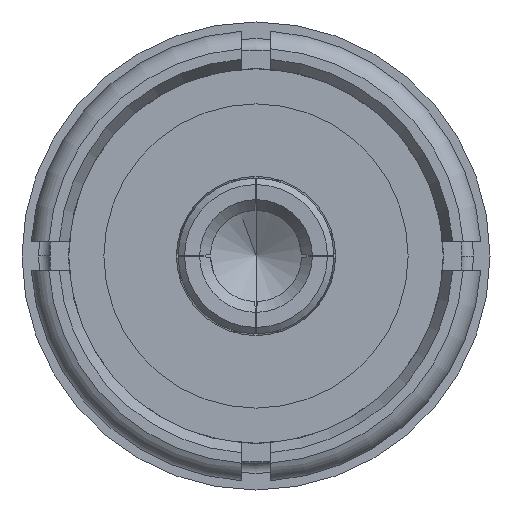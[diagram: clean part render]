
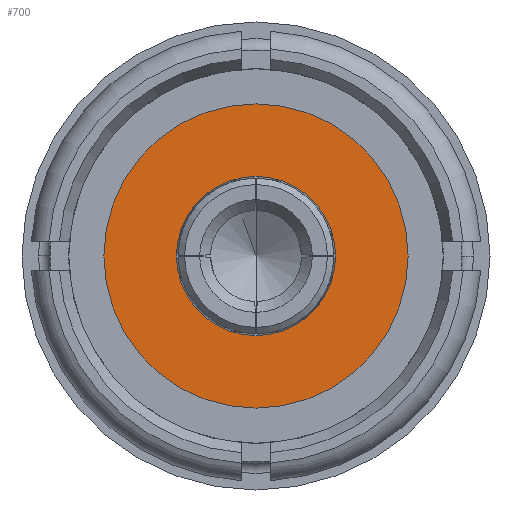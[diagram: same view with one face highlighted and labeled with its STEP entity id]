
A CAD part, left-side view. The second image highlights one B-rep face of the part: STEP entity #700.
In plain terms, the highlighted planar face has unit normal (-1, 0, 0).
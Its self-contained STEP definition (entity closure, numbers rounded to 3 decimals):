
#76 = AXIS2_PLACEMENT_3D ( 'NONE', #1579, #1580, #1581 ) ;
#335 = CIRCLE ( 'NONE', #349, 1.3 ) ;
#349 = AXIS2_PLACEMENT_3D ( 'NONE', #2600, #2601, #2602 ) ;
#395 = CIRCLE ( 'NONE', #405, 0.68 ) ;
#405 = AXIS2_PLACEMENT_3D ( 'NONE', #2729, #2730, #2731 ) ;
#700 = ADVANCED_FACE ( 'NONE', ( #1089, #1090 ), #1578, .T. ) ;
#848 = VERTEX_POINT ( 'NONE', #1893 ) ;
#865 = VERTEX_POINT ( 'NONE', #1910 ) ;
#1089 = FACE_OUTER_BOUND ( 'NONE', #6028, .T. ) ;
#1090 = FACE_BOUND ( 'NONE', #6032, .T. ) ;
#1578 = PLANE ( 'NONE',  #76 ) ;
#1579 = CARTESIAN_POINT ( 'NONE',  ( 0.08, -0.68, 0. ) ) ;
#1580 = DIRECTION ( 'NONE',  ( -1., 0., 0. ) ) ;
#1581 = DIRECTION ( 'NONE',  ( 0., 0., -1. ) ) ;
#1893 = CARTESIAN_POINT ( 'NONE',  ( 0.08, 0., -1.3 ) ) ;
#1910 = CARTESIAN_POINT ( 'NONE',  ( 0.08, 0., 0.68 ) ) ;
#2600 = CARTESIAN_POINT ( 'NONE',  ( 0.08, 0., 0. ) ) ;
#2601 = DIRECTION ( 'NONE',  ( -1., 0., 0. ) ) ;
#2602 = DIRECTION ( 'NONE',  ( 0., 0., -1. ) ) ;
#2729 = CARTESIAN_POINT ( 'NONE',  ( 0.08, 0., 0. ) ) ;
#2730 = DIRECTION ( 'NONE',  ( -1., 0., 0. ) ) ;
#2731 = DIRECTION ( 'NONE',  ( 0., 0., -1. ) ) ;
#3886 = CIRCLE ( 'NONE', #3893, 0.68 ) ;
#3891 = CIRCLE ( 'NONE', #3892, 1.3 ) ;
#3892 = AXIS2_PLACEMENT_3D ( 'NONE', #4685, #4686, #4687 ) ;
#3893 = AXIS2_PLACEMENT_3D ( 'NONE', #4688, #4689, #4690 ) ;
#4685 = CARTESIAN_POINT ( 'NONE',  ( 0.08, 0., 0. ) ) ;
#4686 = DIRECTION ( 'NONE',  ( -1., 0., 0. ) ) ;
#4687 = DIRECTION ( 'NONE',  ( 0., 0., -1. ) ) ;
#4688 = CARTESIAN_POINT ( 'NONE',  ( 0.08, 0., 0. ) ) ;
#4689 = DIRECTION ( 'NONE',  ( -1., 0., 0. ) ) ;
#4690 = DIRECTION ( 'NONE',  ( 0., 0., -1. ) ) ;
#4756 = CARTESIAN_POINT ( 'NONE',  ( 0.08, 0., -0.68 ) ) ;
#4758 = CARTESIAN_POINT ( 'NONE',  ( 0.08, 0., 1.3 ) ) ;
#5018 = EDGE_CURVE ( 'NONE', #848, #6020, #335, .T. ) ;
#5045 = EDGE_CURVE ( 'NONE', #865, #5977, #395, .T. ) ;
#5543 = EDGE_CURVE ( 'NONE', #6020, #848, #3891, .T. ) ;
#5544 = EDGE_CURVE ( 'NONE', #5977, #865, #3886, .T. ) ;
#5683 = ORIENTED_EDGE ( 'NONE', *, *, #5018, .T. ) ;
#5685 = ORIENTED_EDGE ( 'NONE', *, *, #5543, .T. ) ;
#5686 = ORIENTED_EDGE ( 'NONE', *, *, #5544, .F. ) ;
#5966 = ORIENTED_EDGE ( 'NONE', *, *, #5045, .F. ) ;
#5977 = VERTEX_POINT ( 'NONE', #4756 ) ;
#6020 = VERTEX_POINT ( 'NONE', #4758 ) ;
#6028 = EDGE_LOOP ( 'NONE', ( #5683, #5685 ) ) ;
#6032 = EDGE_LOOP ( 'NONE', ( #5686, #5966 ) ) ;
